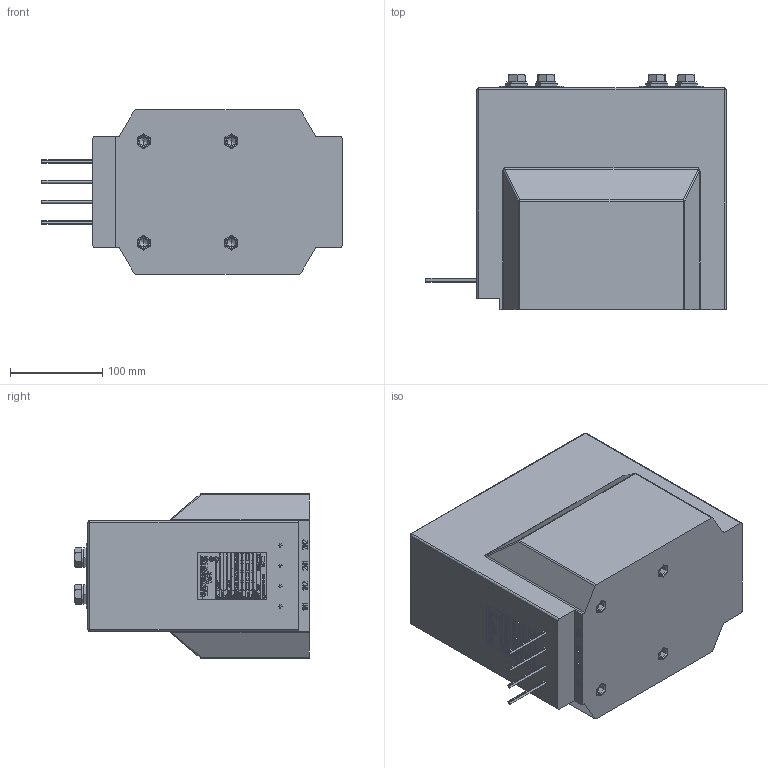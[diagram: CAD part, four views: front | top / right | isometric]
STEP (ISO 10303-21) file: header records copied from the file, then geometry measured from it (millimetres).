
FILE_DESCRIPTION (( 'STEP AP214' ), '1' );
FILE_NAME ('ﾒﾋﾊ-ﾑﾒ-10-14 (2000ﾀ).STEP', '2023-06-27T06:33:54', ( '' ), ( '' ), 'SwSTEP 2.0', 'SolidWorks 2014', '' );
FILE_SCHEMA (( 'AUTOMOTIVE_DESIGN' ));
Length unit declared in the file: millimetre
Products named in the file (82): ﾘ琺矜 12.65ﾃ.019 ﾃﾎﾑﾒ6402-70 (DIN127B); .007 蹴濋趌; ïðîâîä^Êîïèÿ Ñáîðêà3_ÈÁËÒ.671213.019-01 ÒËÊ-ÑÒ-10-7; 021 侲膰翴籦鴀_; .007 蹴濋趌_-01; 2,5-6-刳-0,3 襞旂 22021-82 蝂麔; Êîìïàóíä ÒËÊ-ÑÒ-10-14_2000€; ﾘ琺矜 12.01.016 ﾃﾎﾑﾒ11371-70 (DIN125A); Íàêîíå÷íèê ñ ïðîâîäîì; .006 Ãàéêà ñïåöèàëüíàÿ_; Êîìïàóíä ÒËÊ-ÑÒ-10-14; èçîë ïðîâ^Êîïèÿ Ñáîðêà3_ÈÁËÒ.671213.019-01 ÒËÊ-ÑÒ-10-7; ﾒﾋﾊ-ﾑﾒ-10-14 (2000ﾀ); Áîëò Ì12õ30.58.019 ÃÎÑÒ7805-70 (DIN933); Íàêîíå÷íèê ñ ïðîâîäîì_00; Êîïèÿ Êîïèÿ Ñáîðêà3^Ñáîðêà2; hex screw gradec_din; curved spring lock washer_din; ÂÅÈÓ.754312.182À Òàáëè÷êà òåõíè÷åñêèõ äàííûõ ÒËÊ-ÑÒ__-00; plain washer hardened grade a_din; 021 侲膰翴籦鴀__-01; ÂÅÈÓ.754312.182À Òàáëè÷êà òåõíè÷åñêèõ äàííûõ ÒËÊ-ÑÒ_; .006 Ãàéêà ñïåöèàëüíàÿ__00; plain washer hardened grade a_din_Washer DIN 125 - A 6.4 - 300HV; hex screw gradec_din_ISO 4018 - M6 x 12-NN; curved spring lock washer_din_Spring washer DIN 128 - A6
Assembly tree (64 placements, depth 4):
  ﾘ琺矜 12.65ﾃ.019 ﾃﾎﾑﾒ6402-70 (DIN127B)
  .007 蹴濋趌
  ïðîâîä^Êîïèÿ Ñáîðêà3_ÈÁËÒ.671213.019-01 ÒËÊ-ÑÒ-10-7
  021 侲膰翴籦鴀_
  ﾘ琺矜 12.65ﾃ.019 ﾃﾎﾑﾒ6402-70 (DIN127B)
Bounding box: 325.2 x 254.55 x 178 mm (x, y, z)
Volume: 9721429.9 mm3; surface area: 422605.4 mm2
Topology: 60 solids, 64 shells, 3897 faces, 10025 edges, 6554 vertices
Faces by surface type: plane 2185, bspline 1072, cylinder 380, cone 236, torus 16, sphere 8
Entity records: 178399 total; most frequent: CARTESIAN_POINT 74039, ORIENTED_EDGE 17146, DIRECTION 11350, EDGE_CURVE 8573, VECTOR 6062, LINE 6062, VERTEX_POINT 5683, EDGE_LOOP 3574
